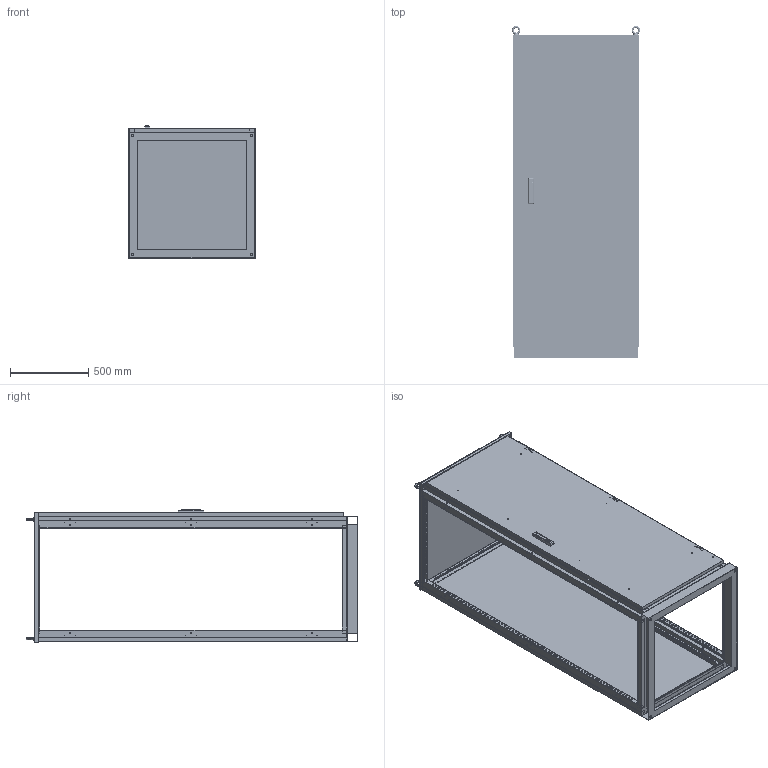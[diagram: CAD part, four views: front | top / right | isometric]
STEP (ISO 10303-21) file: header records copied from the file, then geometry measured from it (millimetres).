
FILE_DESCRIPTION (( 'STEP AP214' ), '1' );
FILE_NAME ('Êîðïóñ ìåòàëëè÷åñêèé ÊÑÐÌ 20.8.8-2.STEP', '2016-10-11T08:18:36', ( 'user' ), ( '' ), 'SwSTEP 2.0', 'SolidWorks 2014', '' );
FILE_SCHEMA (( 'AUTOMOTIVE_DESIGN' ));
Length unit declared in the file: millimetre
Products named in the file (3): Êîðïóñ ìåòàëëè÷åñêèé ÊÑÐÌ 20.8.8-2; 扻豵鵨 庍倢 20.8.8-2; ﾄ粢 ﾊﾑﾐﾌ 20.8
Assembly tree (2 placements, depth 2):
  Êîðïóñ ìåòàëëè÷åñêèé ÊÑÐÌ 20.8.8-2
    扻豵鵨 庍倢 20.8.8-2
    ﾄ粢 ﾊﾑﾐﾌ 20.8
Bounding box: 820 x 2126.5 x 849.5 mm (x, y, z)
Volume: 10294116.2 mm3; surface area: 12860372.2 mm2
Topology: 20 solids, 20 shells, 3078 faces, 8761 edges, 5738 vertices
Faces by surface type: cylinder 1946, plane 1026, cone 78, torus 18, bspline 6, sphere 4
Entity records: 106806 total; most frequent: CARTESIAN_POINT 18892, DIRECTION 18737, ORIENTED_EDGE 17522, EDGE_CURVE 8761, AXIS2_PLACEMENT_3D 7063, VERTEX_POINT 5738, EDGE_LOOP 4779, LINE 4611
